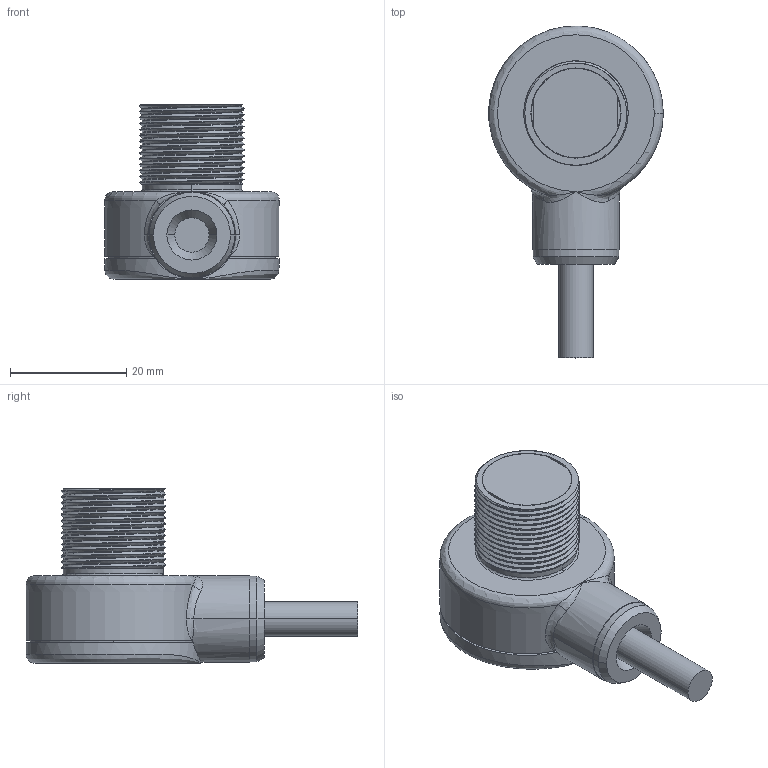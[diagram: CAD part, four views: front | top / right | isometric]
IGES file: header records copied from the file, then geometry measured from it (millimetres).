
Start section:  PTC IGES file: 155304.igs
Global section: file name: 155304.igs; native system: Pro/ENGINEER by Parametric Technology Corporation; preprocessor: 2009141; author: banengservice; organization: Unknown; date: 20101203.083045; units: inch
Bounding box: 30.05 x 57.2 x 30.14 mm (x, y, z)
Volume: 7573.9 mm3; surface area: 11542.2 mm2
Topology: 2 solids, 3 shells, 279 faces, 706 edges, 444 vertices
Faces by surface type: revolution 151, bspline 122, extrusion 6
